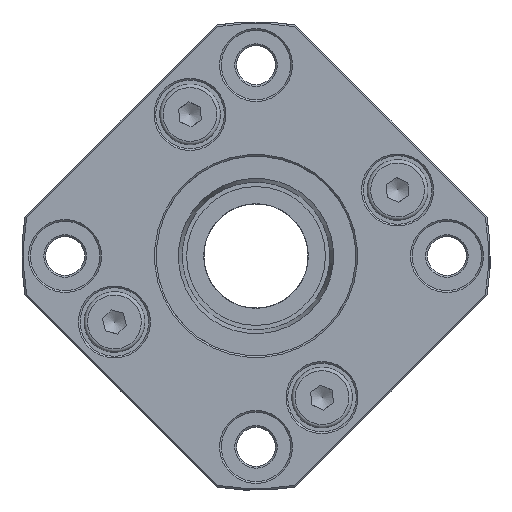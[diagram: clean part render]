
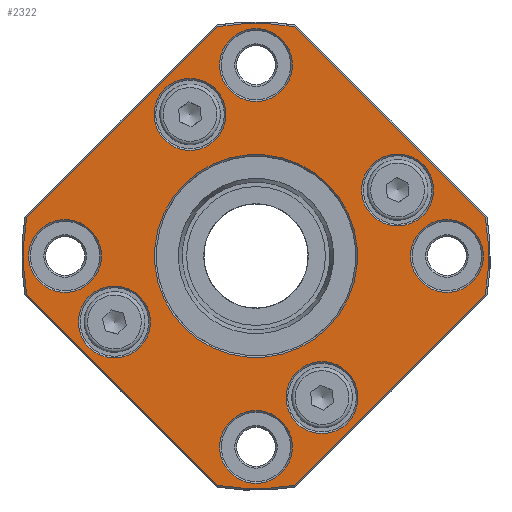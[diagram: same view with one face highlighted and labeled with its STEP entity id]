
A CAD part, left-side view. The second image highlights one B-rep face of the part: STEP entity #2322.
In plain terms, the highlighted planar face has unit normal (-1, 0, 0).
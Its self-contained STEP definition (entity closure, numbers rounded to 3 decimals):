
#233=LINE('',#3942,#285);
#234=LINE('',#3958,#286);
#235=LINE('',#3962,#287);
#236=LINE('',#3965,#288);
#285=VECTOR('',#3111,31.177);
#286=VECTOR('',#3122,31.177);
#287=VECTOR('',#3125,31.177);
#288=VECTOR('',#3128,31.177);
#322=PLANE('',#2574);
#411=FACE_BOUND('',#772,.T.);
#412=FACE_BOUND('',#773,.T.);
#413=FACE_BOUND('',#774,.T.);
#414=FACE_BOUND('',#775,.T.);
#415=FACE_BOUND('',#776,.T.);
#416=FACE_BOUND('',#777,.T.);
#417=FACE_BOUND('',#778,.T.);
#418=FACE_BOUND('',#779,.T.);
#419=FACE_BOUND('',#780,.T.);
#558=FACE_OUTER_BOUND('',#771,.T.);
#771=EDGE_LOOP('',(#1860,#1861,#1862,#1863,#1864,#1865,#1866,#1867));
#772=EDGE_LOOP('',(#1868));
#773=EDGE_LOOP('',(#1869));
#774=EDGE_LOOP('',(#1870));
#775=EDGE_LOOP('',(#1871));
#776=EDGE_LOOP('',(#1872));
#777=EDGE_LOOP('',(#1873));
#778=EDGE_LOOP('',(#1874));
#779=EDGE_LOOP('',(#1875));
#780=EDGE_LOOP('',(#1876));
#1043=CIRCLE('',#2572,26.8);
#1045=CIRCLE('',#2575,26.8);
#1046=CIRCLE('',#2576,26.8);
#1047=CIRCLE('',#2577,26.8);
#1048=CIRCLE('',#2578,11.7);
#1049=CIRCLE('',#2579,4.2);
#1050=CIRCLE('',#2580,4.2);
#1051=CIRCLE('',#2581,4.15);
#1052=CIRCLE('',#2582,4.15);
#1053=CIRCLE('',#2583,4.15);
#1054=CIRCLE('',#2584,4.15);
#1055=CIRCLE('',#2585,4.2);
#1056=CIRCLE('',#2586,4.2);
#1259=VERTEX_POINT('',#3937);
#1260=VERTEX_POINT('',#3941);
#1261=VERTEX_POINT('',#3947);
#1263=VERTEX_POINT('',#3955);
#1264=VERTEX_POINT('',#3957);
#1265=VERTEX_POINT('',#3959);
#1266=VERTEX_POINT('',#3961);
#1267=VERTEX_POINT('',#3963);
#1268=VERTEX_POINT('',#3966);
#1269=VERTEX_POINT('',#3968);
#1270=VERTEX_POINT('',#3970);
#1271=VERTEX_POINT('',#3972);
#1272=VERTEX_POINT('',#3974);
#1273=VERTEX_POINT('',#3976);
#1274=VERTEX_POINT('',#3978);
#1275=VERTEX_POINT('',#3980);
#1276=VERTEX_POINT('',#3982);
#1496=EDGE_CURVE('',#1259,#1260,#233,.T.);
#1498=EDGE_CURVE('',#1260,#1261,#1043,.T.);
#1501=EDGE_CURVE('',#1263,#1259,#1045,.T.);
#1502=EDGE_CURVE('',#1264,#1263,#234,.T.);
#1503=EDGE_CURVE('',#1265,#1264,#1046,.T.);
#1504=EDGE_CURVE('',#1266,#1265,#235,.T.);
#1505=EDGE_CURVE('',#1267,#1266,#1047,.T.);
#1506=EDGE_CURVE('',#1261,#1267,#236,.T.);
#1507=EDGE_CURVE('',#1268,#1268,#1048,.T.);
#1508=EDGE_CURVE('',#1269,#1269,#1049,.T.);
#1509=EDGE_CURVE('',#1270,#1270,#1050,.T.);
#1510=EDGE_CURVE('',#1271,#1271,#1051,.T.);
#1511=EDGE_CURVE('',#1272,#1272,#1052,.T.);
#1512=EDGE_CURVE('',#1273,#1273,#1053,.T.);
#1513=EDGE_CURVE('',#1274,#1274,#1054,.T.);
#1514=EDGE_CURVE('',#1275,#1275,#1055,.T.);
#1515=EDGE_CURVE('',#1276,#1276,#1056,.T.);
#1860=ORIENTED_EDGE('',*,*,#1496,.F.);
#1861=ORIENTED_EDGE('',*,*,#1501,.F.);
#1862=ORIENTED_EDGE('',*,*,#1502,.F.);
#1863=ORIENTED_EDGE('',*,*,#1503,.F.);
#1864=ORIENTED_EDGE('',*,*,#1504,.F.);
#1865=ORIENTED_EDGE('',*,*,#1505,.F.);
#1866=ORIENTED_EDGE('',*,*,#1506,.F.);
#1867=ORIENTED_EDGE('',*,*,#1498,.F.);
#1868=ORIENTED_EDGE('',*,*,#1507,.F.);
#1869=ORIENTED_EDGE('',*,*,#1508,.F.);
#1870=ORIENTED_EDGE('',*,*,#1509,.F.);
#1871=ORIENTED_EDGE('',*,*,#1510,.F.);
#1872=ORIENTED_EDGE('',*,*,#1511,.F.);
#1873=ORIENTED_EDGE('',*,*,#1512,.F.);
#1874=ORIENTED_EDGE('',*,*,#1513,.F.);
#1875=ORIENTED_EDGE('',*,*,#1514,.F.);
#1876=ORIENTED_EDGE('',*,*,#1515,.F.);
#2322=ADVANCED_FACE('',(#558,#411,#412,#413,#414,#415,#416,#417,#418,#419),
#322,.F.);
#2572=AXIS2_PLACEMENT_3D('',#3948,#3114,#3115);
#2574=AXIS2_PLACEMENT_3D('',#3954,#3118,#3119);
#2575=AXIS2_PLACEMENT_3D('',#3956,#3120,#3121);
#2576=AXIS2_PLACEMENT_3D('',#3960,#3123,#3124);
#2577=AXIS2_PLACEMENT_3D('',#3964,#3126,#3127);
#2578=AXIS2_PLACEMENT_3D('',#3967,#3129,#3130);
#2579=AXIS2_PLACEMENT_3D('',#3969,#3131,#3132);
#2580=AXIS2_PLACEMENT_3D('',#3971,#3133,#3134);
#2581=AXIS2_PLACEMENT_3D('',#3973,#3135,#3136);
#2582=AXIS2_PLACEMENT_3D('',#3975,#3137,#3138);
#2583=AXIS2_PLACEMENT_3D('',#3977,#3139,#3140);
#2584=AXIS2_PLACEMENT_3D('',#3979,#3141,#3142);
#2585=AXIS2_PLACEMENT_3D('',#3981,#3143,#3144);
#2586=AXIS2_PLACEMENT_3D('',#3983,#3145,#3146);
#3111=DIRECTION('',(0.,-1.,0.));
#3114=DIRECTION('center_axis',(1.,0.,0.));
#3115=DIRECTION('ref_axis',(0.,0.,1.));
#3118=DIRECTION('center_axis',(1.,0.,0.));
#3119=DIRECTION('ref_axis',(0.,0.,-1.));
#3120=DIRECTION('center_axis',(1.,0.,0.));
#3121=DIRECTION('ref_axis',(0.,0.,1.));
#3122=DIRECTION('',(0.,0.,1.));
#3123=DIRECTION('center_axis',(1.,0.,0.));
#3124=DIRECTION('ref_axis',(0.,0.,-1.));
#3125=DIRECTION('',(0.,1.,0.));
#3126=DIRECTION('center_axis',(1.,0.,0.));
#3127=DIRECTION('ref_axis',(0.,0.,-1.));
#3128=DIRECTION('',(0.,0.,-1.));
#3129=DIRECTION('center_axis',(-1.,0.,0.));
#3130=DIRECTION('ref_axis',(0.,0.,1.));
#3131=DIRECTION('center_axis',(-1.,0.,0.));
#3132=DIRECTION('ref_axis',(0.,0.,-1.));
#3133=DIRECTION('center_axis',(-1.,0.,0.));
#3134=DIRECTION('ref_axis',(0.,0.,-1.));
#3135=DIRECTION('center_axis',(-1.,0.,0.));
#3136=DIRECTION('ref_axis',(0.,0.,-1.));
#3137=DIRECTION('center_axis',(-1.,0.,0.));
#3138=DIRECTION('ref_axis',(0.,0.,-1.));
#3139=DIRECTION('center_axis',(-1.,0.,0.));
#3140=DIRECTION('ref_axis',(0.,0.,-1.));
#3141=DIRECTION('center_axis',(-1.,0.,0.));
#3142=DIRECTION('ref_axis',(0.,0.,-1.));
#3143=DIRECTION('center_axis',(-1.,0.,0.));
#3144=DIRECTION('ref_axis',(0.,0.,-1.));
#3145=DIRECTION('center_axis',(-1.,0.,0.));
#3146=DIRECTION('ref_axis',(0.,0.,-1.));
#3937=CARTESIAN_POINT('',(0.,15.588,21.8));
#3941=CARTESIAN_POINT('',(0.,-15.588,21.8));
#3942=CARTESIAN_POINT('',(0.,11.,21.8));
#3947=CARTESIAN_POINT('',(0.,-21.8,15.588));
#3948=CARTESIAN_POINT('Origin',(0.,0.,0.));
#3954=CARTESIAN_POINT('Origin',(0.,0.,0.));
#3955=CARTESIAN_POINT('',(0.,21.8,15.588));
#3956=CARTESIAN_POINT('Origin',(0.,0.,0.));
#3957=CARTESIAN_POINT('',(0.,21.8,-15.588));
#3958=CARTESIAN_POINT('',(0.,21.8,-11.));
#3959=CARTESIAN_POINT('',(0.,15.588,-21.8));
#3960=CARTESIAN_POINT('Origin',(0.,0.,0.));
#3961=CARTESIAN_POINT('',(0.,-15.588,-21.8));
#3962=CARTESIAN_POINT('',(0.,-11.,-21.8));
#3963=CARTESIAN_POINT('',(0.,-21.8,-15.588));
#3964=CARTESIAN_POINT('Origin',(0.,0.,0.));
#3965=CARTESIAN_POINT('',(0.,-21.8,11.));
#3966=CARTESIAN_POINT('',(0.,0.,-11.7));
#3967=CARTESIAN_POINT('Origin',(0.,0.,0.));
#3968=CARTESIAN_POINT('',(0.,-15.556,19.756));
#3969=CARTESIAN_POINT('Origin',(0.,-15.556,15.556));
#3970=CARTESIAN_POINT('',(0.,15.556,-11.356));
#3971=CARTESIAN_POINT('Origin',(0.,15.556,-15.556));
#3972=CARTESIAN_POINT('',(0.,-6.156,21.064));
#3973=CARTESIAN_POINT('Origin',(0.,-6.156,16.914));
#3974=CARTESIAN_POINT('',(0.,6.156,-12.764));
#3975=CARTESIAN_POINT('Origin',(0.,6.156,-16.914));
#3976=CARTESIAN_POINT('',(0.,16.914,10.306));
#3977=CARTESIAN_POINT('Origin',(0.,16.914,6.156));
#3978=CARTESIAN_POINT('',(0.,-16.914,-2.006));
#3979=CARTESIAN_POINT('Origin',(0.,-16.914,-6.156));
#3980=CARTESIAN_POINT('',(0.,15.556,19.756));
#3981=CARTESIAN_POINT('Origin',(0.,15.556,15.556));
#3982=CARTESIAN_POINT('',(0.,-15.556,-11.356));
#3983=CARTESIAN_POINT('Origin',(0.,-15.556,-15.556));
